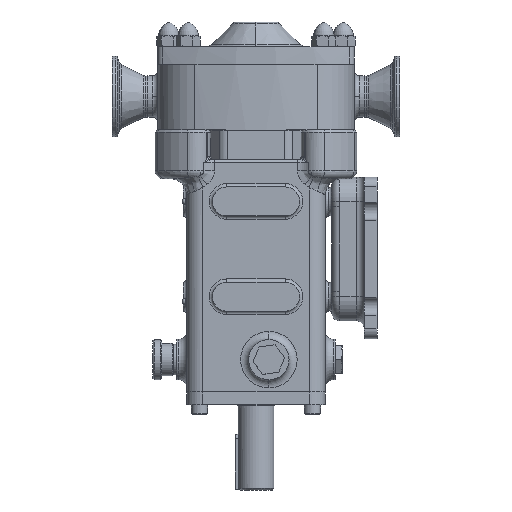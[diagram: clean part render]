
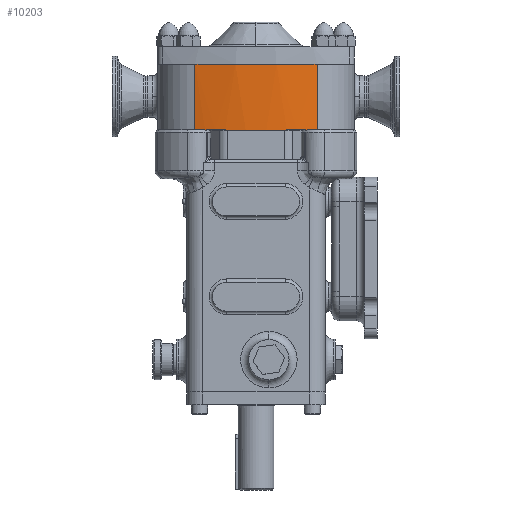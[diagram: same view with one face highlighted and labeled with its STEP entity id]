
A CAD part, left-side view. The second image highlights one B-rep face of the part: STEP entity #10203.
In plain terms, the highlighted cylindrical face has radius 150 mm (diameter 300 mm), a partial arc.
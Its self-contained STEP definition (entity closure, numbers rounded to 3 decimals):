
#1257 = EDGE_CURVE ( 'NONE', #36943, #37341, #3991, .T. ) ;
#1295 = DIRECTION ( 'NONE',  ( 0., 0., 1. ) ) ;
#2110 = CARTESIAN_POINT ( 'NONE',  ( -79.155, -37.815, -20.5 ) ) ;
#2747 = AXIS2_PLACEMENT_3D ( 'NONE', #19299, #18870, #37824 ) ;
#3300 = VERTEX_POINT ( 'NONE', #40637 ) ;
#3391 = CIRCLE ( 'NONE', #2747, 150. ) ;
#3991 = LINE ( 'NONE', #4204, #15503 ) ;
#4204 = CARTESIAN_POINT ( 'NONE',  ( -82.787, -19.036, -20.5 ) ) ;
#4540 = DIRECTION ( 'NONE',  ( 0., 1., 0. ) ) ;
#4783 = LINE ( 'NONE', #10733, #19429 ) ;
#5151 = ORIENTED_EDGE ( 'NONE', *, *, #20600, .F. ) ;
#5570 = ORIENTED_EDGE ( 'NONE', *, *, #25198, .T. ) ;
#6614 = CARTESIAN_POINT ( 'NONE',  ( 66., 0., -21. ) ) ;
#8073 = VECTOR ( 'NONE', #19933, 1000. ) ;
#8207 = DIRECTION ( 'NONE',  ( 0., -1., 0. ) ) ;
#8780 = CARTESIAN_POINT ( 'NONE',  ( -79.155, 37.815, -20.5 ) ) ;
#8893 = CARTESIAN_POINT ( 'NONE',  ( -82.787, 19.036, -21. ) ) ;
#8977 = CARTESIAN_POINT ( 'NONE',  ( -82.787, -19.036, -21. ) ) ;
#10041 = EDGE_CURVE ( 'NONE', #35814, #25958, #32101, .T. ) ;
#10203 = ADVANCED_FACE ( 'NONE', ( #39687 ), #23858, .T. ) ;
#10523 = CARTESIAN_POINT ( 'NONE',  ( 66., 0., 20. ) ) ;
#10733 = CARTESIAN_POINT ( 'NONE',  ( -79.155, -37.815, 20. ) ) ;
#10848 = ORIENTED_EDGE ( 'NONE', *, *, #28520, .T. ) ;
#11152 = AXIS2_PLACEMENT_3D ( 'NONE', #6614, #19161, #4540 ) ;
#13756 = CIRCLE ( 'NONE', #11152, 150. ) ;
#14071 = CARTESIAN_POINT ( 'NONE',  ( -79.155, -37.815, 20. ) ) ;
#14146 = CIRCLE ( 'NONE', #33266, 150. ) ;
#15503 = VECTOR ( 'NONE', #25855, 1000. ) ;
#15672 = EDGE_CURVE ( 'NONE', #19529, #36943, #3391, .T. ) ;
#15705 = EDGE_LOOP ( 'NONE', ( #39984, #10848, #16052, #18723, #27804, #5151, #5570, #31625 ) ) ;
#15959 = VERTEX_POINT ( 'NONE', #8780 ) ;
#16052 = ORIENTED_EDGE ( 'NONE', *, *, #1257, .F. ) ;
#16194 = CARTESIAN_POINT ( 'NONE',  ( -82.787, 19.036, -20.5 ) ) ;
#16378 = LINE ( 'NONE', #29001, #25856 ) ;
#17028 = AXIS2_PLACEMENT_3D ( 'NONE', #18426, #31031, #31233 ) ;
#17318 = DIRECTION ( 'NONE',  ( 0., 0., -1. ) ) ;
#18426 = CARTESIAN_POINT ( 'NONE',  ( 66., 0., -20.5 ) ) ;
#18723 = ORIENTED_EDGE ( 'NONE', *, *, #15672, .F. ) ;
#18870 = DIRECTION ( 'NONE',  ( 0., 0., -1. ) ) ;
#19161 = DIRECTION ( 'NONE',  ( 0., 0., 1. ) ) ;
#19299 = CARTESIAN_POINT ( 'NONE',  ( 66., 0., -20.5 ) ) ;
#19429 = VECTOR ( 'NONE', #17318, 1000. ) ;
#19529 = VERTEX_POINT ( 'NONE', #2110 ) ;
#19933 = DIRECTION ( 'NONE',  ( 0., 0., -1. ) ) ;
#20493 = VERTEX_POINT ( 'NONE', #14071 ) ;
#20560 = DIRECTION ( 'NONE',  ( 0., 0., -1. ) ) ;
#20600 = EDGE_CURVE ( 'NONE', #3300, #20493, #14146, .T. ) ;
#20704 = EDGE_CURVE ( 'NONE', #20493, #19529, #4783, .T. ) ;
#23243 = AXIS2_PLACEMENT_3D ( 'NONE', #30257, #20560, #8207 ) ;
#23858 = CYLINDRICAL_SURFACE ( 'NONE', #23243, 150. ) ;
#25198 = EDGE_CURVE ( 'NONE', #3300, #15959, #16378, .T. ) ;
#25855 = DIRECTION ( 'NONE',  ( 0., 0., -1. ) ) ;
#25856 = VECTOR ( 'NONE', #34776, 1000. ) ;
#25958 = VERTEX_POINT ( 'NONE', #8893 ) ;
#26432 = DIRECTION ( 'NONE',  ( 0., 1., 0. ) ) ;
#27394 = EDGE_CURVE ( 'NONE', #35814, #15959, #29567, .T. ) ;
#27509 = CARTESIAN_POINT ( 'NONE',  ( -82.787, 19.036, -20.5 ) ) ;
#27804 = ORIENTED_EDGE ( 'NONE', *, *, #20704, .F. ) ;
#28520 = EDGE_CURVE ( 'NONE', #25958, #37341, #13756, .T. ) ;
#29001 = CARTESIAN_POINT ( 'NONE',  ( -79.155, 37.815, 20. ) ) ;
#29567 = CIRCLE ( 'NONE', #17028, 150. ) ;
#30257 = CARTESIAN_POINT ( 'NONE',  ( 66., 0., 20. ) ) ;
#31031 = DIRECTION ( 'NONE',  ( 0., 0., -1. ) ) ;
#31233 = DIRECTION ( 'NONE',  ( 0., -1., 0. ) ) ;
#31625 = ORIENTED_EDGE ( 'NONE', *, *, #27394, .F. ) ;
#32101 = LINE ( 'NONE', #16194, #8073 ) ;
#33266 = AXIS2_PLACEMENT_3D ( 'NONE', #10523, #1295, #26432 ) ;
#34776 = DIRECTION ( 'NONE',  ( 0., 0., -1. ) ) ;
#35814 = VERTEX_POINT ( 'NONE', #27509 ) ;
#36437 = CARTESIAN_POINT ( 'NONE',  ( -82.787, -19.036, -20.5 ) ) ;
#36943 = VERTEX_POINT ( 'NONE', #36437 ) ;
#37341 = VERTEX_POINT ( 'NONE', #8977 ) ;
#37824 = DIRECTION ( 'NONE',  ( 0., -1., 0. ) ) ;
#39687 = FACE_OUTER_BOUND ( 'NONE', #15705, .T. ) ;
#39984 = ORIENTED_EDGE ( 'NONE', *, *, #10041, .T. ) ;
#40637 = CARTESIAN_POINT ( 'NONE',  ( -79.155, 37.815, 20. ) ) ;
